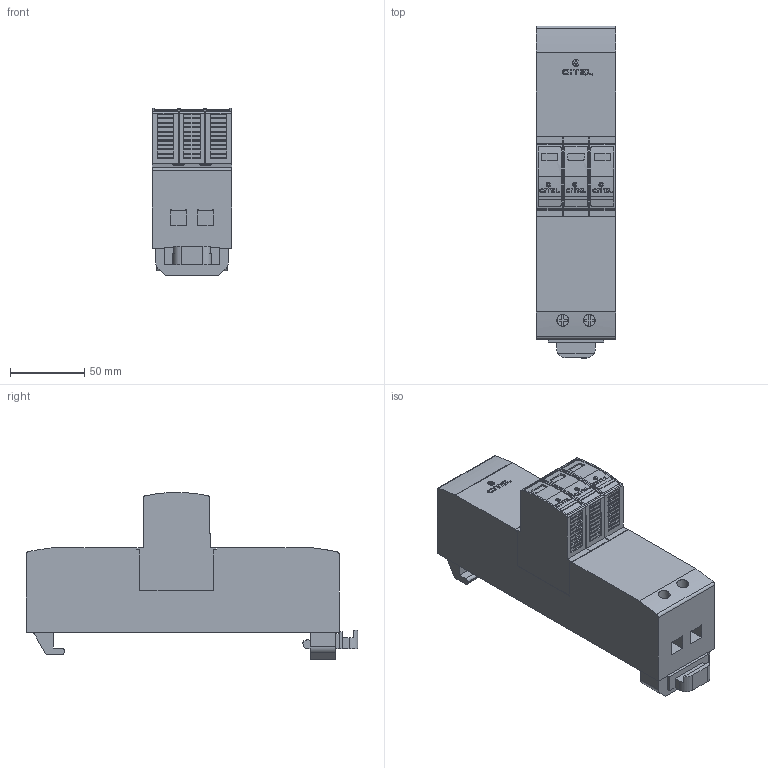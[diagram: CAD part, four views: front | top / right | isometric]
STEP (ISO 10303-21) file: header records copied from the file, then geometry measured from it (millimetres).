
FILE_DESCRIPTION(('STEP AP242'),'1');
FILE_NAME('zpac1-8vg-pro-sum.stp','2021-09-22T15:02:07',('TraceParts'),('TraceParts S.A.'),'Spatial InterOp 3D',' ',' ');
FILE_SCHEMA(('AP242_MANAGED_MODEL_BASED_3D_ENGINEERING_MIM_LF {1 0 10303 442 1 1 4}'));
Length unit declared in the file: millimetre
Products named in the file (1): zpac1-8vg-pro-sum
Bounding box: 53.8 x 223.52 x 112.58 mm (x, y, z)
Volume: 747156.9 mm3; surface area: 81736.9 mm2
Topology: 1 solids, 1 shells, 1013 faces, 2748 edges, 1832 vertices
Faces by surface type: plane 783, cylinder 230
Entity records: 41726 total; most frequent: CARTESIAN_POINT 7582, ORIENTED_EDGE 5496, DIRECTION 5290, EDGE_CURVE 2748, LINE 2030, VECTOR 2030, VERTEX_POINT 1832, AXIS2_PLACEMENT_3D 1630
